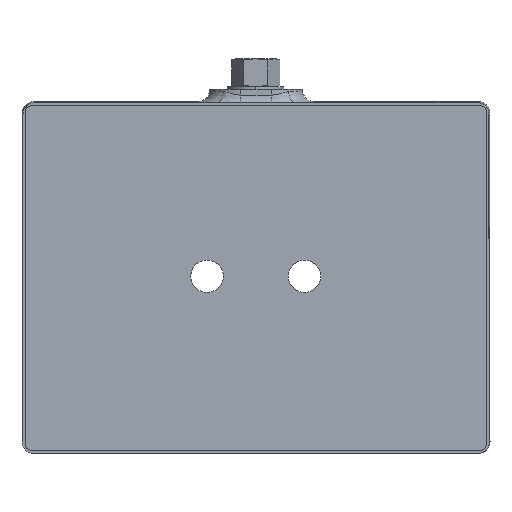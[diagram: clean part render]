
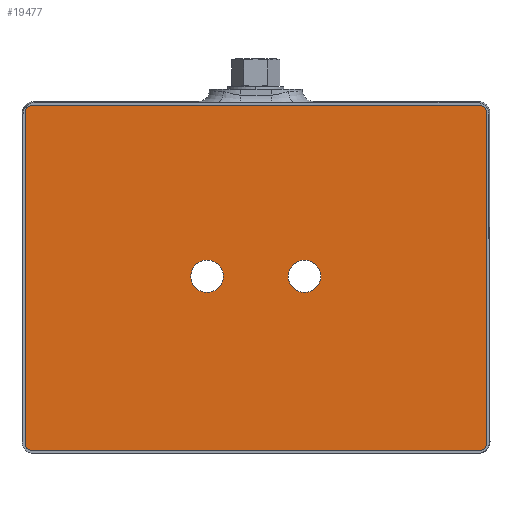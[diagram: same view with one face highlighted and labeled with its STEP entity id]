
A CAD part, front view. The second image highlights one B-rep face of the part: STEP entity #19477.
In plain terms, the highlighted planar face has unit normal (0, -1, 0).
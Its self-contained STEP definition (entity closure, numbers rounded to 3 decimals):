
#1528 = ORIENTED_EDGE ( 'NONE', *, *, #2356, .T. ) ;
#1529 = ORIENTED_EDGE ( 'NONE', *, *, #2607, .T. ) ;
#1530 = ORIENTED_EDGE ( 'NONE', *, *, #2357, .T. ) ;
#1531 = ORIENTED_EDGE ( 'NONE', *, *, #2603, .T. ) ;
#1532 = ORIENTED_EDGE ( 'NONE', *, *, #2341, .T. ) ;
#1533 = ORIENTED_EDGE ( 'NONE', *, *, #2355, .T. ) ;
#1534 = ORIENTED_EDGE ( 'NONE', *, *, #2353, .T. ) ;
#1535 = ORIENTED_EDGE ( 'NONE', *, *, #2351, .T. ) ;
#1536 = ORIENTED_EDGE ( 'NONE', *, *, #2349, .T. ) ;
#1537 = ORIENTED_EDGE ( 'NONE', *, *, #2347, .T. ) ;
#1538 = ORIENTED_EDGE ( 'NONE', *, *, #2345, .T. ) ;
#1539 = ORIENTED_EDGE ( 'NONE', *, *, #2343, .T. ) ;
#2341 = EDGE_CURVE ( 'NONE', #14929, #14909, #15410, .T. ) ;
#2343 = EDGE_CURVE ( 'NONE', #14931, #14929, #15415, .T. ) ;
#2345 = EDGE_CURVE ( 'NONE', #14933, #14931, #15416, .T. ) ;
#2347 = EDGE_CURVE ( 'NONE', #14934, #14933, #15420, .T. ) ;
#2349 = EDGE_CURVE ( 'NONE', #14935, #14934, #15423, .T. ) ;
#2351 = EDGE_CURVE ( 'NONE', #14936, #14935, #15427, .T. ) ;
#2353 = EDGE_CURVE ( 'NONE', #14937, #14936, #15430, .T. ) ;
#2355 = EDGE_CURVE ( 'NONE', #14909, #14937, #15434, .T. ) ;
#2356 = EDGE_CURVE ( 'NONE', #4652, #4656, #15439, .T. ) ;
#2357 = EDGE_CURVE ( 'NONE', #4658, #4642, #15437, .T. ) ;
#2603 = EDGE_CURVE ( 'NONE', #4642, #4658, #3284, .T. ) ;
#2607 = EDGE_CURVE ( 'NONE', #4656, #4652, #3290, .T. ) ;
#2650 = AXIS2_PLACEMENT_3D ( 'NONE', #6288, #6290, #6292 ) ;
#2651 = AXIS2_PLACEMENT_3D ( 'NONE', #6308, #6310, #6312 ) ;
#2652 = AXIS2_PLACEMENT_3D ( 'NONE', #6328, #6330, #6332 ) ;
#2653 = AXIS2_PLACEMENT_3D ( 'NONE', #6349, #6350, #6352 ) ;
#2654 = AXIS2_PLACEMENT_3D ( 'NONE', #6365, #6366, #6368 ) ;
#2655 = AXIS2_PLACEMENT_3D ( 'NONE', #6373, #6374, #6376 ) ;
#3284 = CIRCLE ( 'NONE', #21805, 14. ) ;
#3290 = CIRCLE ( 'NONE', #21807, 14. ) ;
#3613 = FACE_BOUND ( 'NONE', #4443, .T. ) ;
#3614 = FACE_BOUND ( 'NONE', #4444, .T. ) ;
#3616 = FACE_OUTER_BOUND ( 'NONE', #4453, .T. ) ;
#4443 = EDGE_LOOP ( 'NONE', ( #1528, #1529 ) ) ;
#4444 = EDGE_LOOP ( 'NONE', ( #1530, #1531 ) ) ;
#4453 = EDGE_LOOP ( 'NONE', ( #1532, #1533, #1534, #1535, #1536, #1537, #1538, #1539 ) ) ;
#4642 = VERTEX_POINT ( 'NONE', #20769 ) ;
#4652 = VERTEX_POINT ( 'NONE', #20779 ) ;
#4656 = VERTEX_POINT ( 'NONE', #20783 ) ;
#4658 = VERTEX_POINT ( 'NONE', #20785 ) ;
#6284 = CARTESIAN_POINT ( 'NONE',  ( -193.5, -15., 1.054 ) ) ;
#6288 = CARTESIAN_POINT ( 'NONE',  ( 193.5, -15., 6.054 ) ) ;
#6290 = DIRECTION ( 'NONE',  ( 0., -1., 0. ) ) ;
#6292 = DIRECTION ( 'NONE',  ( 0., 0., -1. ) ) ;
#6295 = DIRECTION ( 'NONE',  ( 1., 0., 0. ) ) ;
#6306 = CARTESIAN_POINT ( 'NONE',  ( -198.5, -15., 293.054 ) ) ;
#6308 = CARTESIAN_POINT ( 'NONE',  ( -193.5, -15., 6.054 ) ) ;
#6310 = DIRECTION ( 'NONE',  ( 0., -1., 0. ) ) ;
#6312 = DIRECTION ( 'NONE',  ( 0., 0., -1. ) ) ;
#6316 = DIRECTION ( 'NONE',  ( 0., 0., -1. ) ) ;
#6327 = CARTESIAN_POINT ( 'NONE',  ( -193.5, -15., 298.054 ) ) ;
#6328 = CARTESIAN_POINT ( 'NONE',  ( -193.5, -15., 293.054 ) ) ;
#6330 = DIRECTION ( 'NONE',  ( 0., -1., 0. ) ) ;
#6332 = DIRECTION ( 'NONE',  ( 0., 0., -1. ) ) ;
#6336 = DIRECTION ( 'NONE',  ( -1., 0., 0. ) ) ;
#6348 = CARTESIAN_POINT ( 'NONE',  ( 198.5, -15., 293.054 ) ) ;
#6349 = CARTESIAN_POINT ( 'NONE',  ( 193.5, -15., 293.054 ) ) ;
#6350 = DIRECTION ( 'NONE',  ( 0., -1., 0. ) ) ;
#6352 = DIRECTION ( 'NONE',  ( 0., 0., 1. ) ) ;
#6356 = DIRECTION ( 'NONE',  ( 0., 0., 1. ) ) ;
#6365 = CARTESIAN_POINT ( 'NONE',  ( 42., -15., 151. ) ) ;
#6366 = DIRECTION ( 'NONE',  ( 0., 1., 0. ) ) ;
#6368 = DIRECTION ( 'NONE',  ( 0., 0., 1. ) ) ;
#6373 = CARTESIAN_POINT ( 'NONE',  ( -42., -15., 151. ) ) ;
#6374 = DIRECTION ( 'NONE',  ( 0., 1., 0. ) ) ;
#6376 = DIRECTION ( 'NONE',  ( 0., 0., 1. ) ) ;
#14909 = VERTEX_POINT ( 'NONE', #21333 ) ;
#14929 = VERTEX_POINT ( 'NONE', #21353 ) ;
#14931 = VERTEX_POINT ( 'NONE', #21355 ) ;
#14933 = VERTEX_POINT ( 'NONE', #21356 ) ;
#14934 = VERTEX_POINT ( 'NONE', #21357 ) ;
#14935 = VERTEX_POINT ( 'NONE', #21358 ) ;
#14936 = VERTEX_POINT ( 'NONE', #21359 ) ;
#14937 = VERTEX_POINT ( 'NONE', #21360 ) ;
#15410 = CIRCLE ( 'NONE', #2650, 5. ) ;
#15415 = LINE ( 'NONE', #6284, #15419 ) ;
#15416 = CIRCLE ( 'NONE', #2651, 5. ) ;
#15419 = VECTOR ( 'NONE', #6295, 1000. ) ;
#15420 = LINE ( 'NONE', #6306, #15426 ) ;
#15423 = CIRCLE ( 'NONE', #2652, 5. ) ;
#15426 = VECTOR ( 'NONE', #6316, 1000. ) ;
#15427 = LINE ( 'NONE', #6327, #15433 ) ;
#15430 = CIRCLE ( 'NONE', #2653, 5. ) ;
#15433 = VECTOR ( 'NONE', #6336, 1000. ) ;
#15434 = LINE ( 'NONE', #6348, #15440 ) ;
#15437 = CIRCLE ( 'NONE', #2655, 14. ) ;
#15439 = CIRCLE ( 'NONE', #2654, 14. ) ;
#15440 = VECTOR ( 'NONE', #6356, 1000. ) ;
#18896 = PLANE ( 'NONE',  #22012 ) ;
#18903 = CARTESIAN_POINT ( 'NONE',  ( 193.5, -15., 6.054 ) ) ;
#18904 = DIRECTION ( 'NONE',  ( 0., -1., 0. ) ) ;
#18905 = DIRECTION ( 'NONE',  ( 0., 0., -1. ) ) ;
#19477 = ADVANCED_FACE ( 'NONE', ( #3613, #3614, #3616 ), #18896, .T. ) ;
#20667 = CARTESIAN_POINT ( 'NONE',  ( -42., -15., 151. ) ) ;
#20668 = DIRECTION ( 'NONE',  ( 0., 1., 0. ) ) ;
#20669 = DIRECTION ( 'NONE',  ( 0., 0., 1. ) ) ;
#20675 = CARTESIAN_POINT ( 'NONE',  ( 42., -15., 151. ) ) ;
#20676 = DIRECTION ( 'NONE',  ( 0., 1., 0. ) ) ;
#20677 = DIRECTION ( 'NONE',  ( 0., 0., 1. ) ) ;
#20769 = CARTESIAN_POINT ( 'NONE',  ( -28., -15., 151. ) ) ;
#20779 = CARTESIAN_POINT ( 'NONE',  ( 28., -15., 151. ) ) ;
#20783 = CARTESIAN_POINT ( 'NONE',  ( 56., -15., 151. ) ) ;
#20785 = CARTESIAN_POINT ( 'NONE',  ( -56., -15., 151. ) ) ;
#21333 = CARTESIAN_POINT ( 'NONE',  ( 198.5, -15., 6.054 ) ) ;
#21353 = CARTESIAN_POINT ( 'NONE',  ( 193.5, -15., 1.054 ) ) ;
#21355 = CARTESIAN_POINT ( 'NONE',  ( -193.5, -15., 1.054 ) ) ;
#21356 = CARTESIAN_POINT ( 'NONE',  ( -198.5, -15., 6.054 ) ) ;
#21357 = CARTESIAN_POINT ( 'NONE',  ( -198.5, -15., 293.054 ) ) ;
#21358 = CARTESIAN_POINT ( 'NONE',  ( -193.5, -15., 298.054 ) ) ;
#21359 = CARTESIAN_POINT ( 'NONE',  ( 193.5, -15., 298.054 ) ) ;
#21360 = CARTESIAN_POINT ( 'NONE',  ( 198.5, -15., 293.054 ) ) ;
#21805 = AXIS2_PLACEMENT_3D ( 'NONE', #20667, #20668, #20669 ) ;
#21807 = AXIS2_PLACEMENT_3D ( 'NONE', #20675, #20676, #20677 ) ;
#22012 = AXIS2_PLACEMENT_3D ( 'NONE', #18903, #18904, #18905 ) ;
